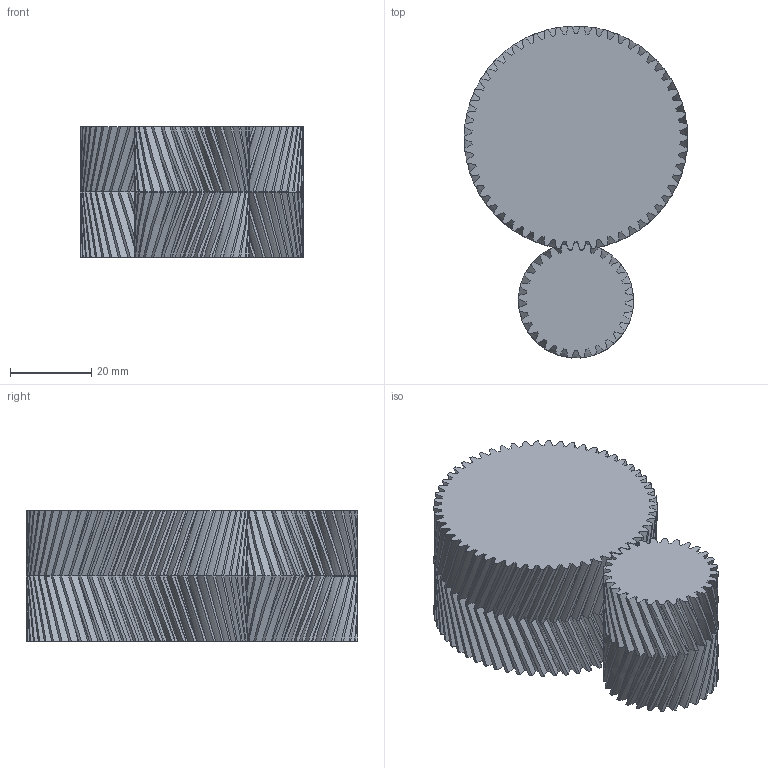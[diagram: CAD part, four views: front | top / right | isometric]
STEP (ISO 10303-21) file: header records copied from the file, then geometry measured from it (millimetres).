
FILE_DESCRIPTION(/* description */ (''),/* implementation_level */ '2;1');
FILE_NAME(/* name */ 'OuterShaftGear_v2.stp',/* time_stamp */ '2015-10-09T16:40:17+02:00',/* author */ ('Sam'),/* organization */ (''),/* preprocessor_version */ 'ST-DEVELOPER v15.2',/* originating_system */ 'Autodesk Inventor 2014',/* authorisation */ '');
FILE_SCHEMA (('AUTOMOTIVE_DESIGN { 1 0 10303 214 3 1 1 }'));
Length unit declared in the file: millimetre
Products named in the file (7): Spur Gear12; Spur Gear22; Spur Gears2; Spur Gear12_MIR2; Spur Gear22_MIR3; Spur Gears2_MIR3; OuterShaftGear_v2
Bounding box: 55.02 x 81.62 x 32 mm (x, y, z)
Volume: 88920.9 mm3; surface area: 27016.9 mm2
Topology: 4 solids, 4 shells, 704 faces, 2088 edges, 1392 vertices
Faces by surface type: bspline 522, cylinder 174, plane 8
Entity records: 32250 total; most frequent: CARTESIAN_POINT 17595, ORIENTED_EDGE 4176, EDGE_CURVE 2088, B_SPLINE_CURVE_WITH_KNOTS 1740, VERTEX_POINT 1392, DIRECTION 1086, FACE_OUTER_BOUND 704, EDGE_LOOP 704
